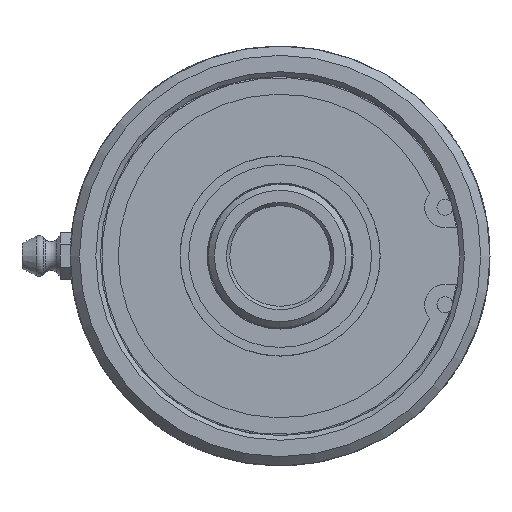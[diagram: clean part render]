
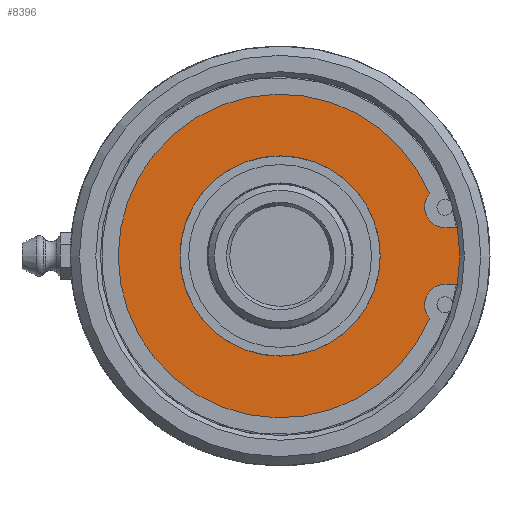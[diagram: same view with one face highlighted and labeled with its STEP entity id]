
A CAD part, left-side view. The second image highlights one B-rep face of the part: STEP entity #8396.
In plain terms, the highlighted planar face has unit normal (-1, 0, 0).
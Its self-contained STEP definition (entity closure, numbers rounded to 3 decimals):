
#96=FACE_BOUND('',#2843,.T.);
#690=LINE('',#21227,#1128);
#695=LINE('',#21241,#1133);
#1128=VECTOR('',#10180,10.);
#1133=VECTOR('',#10187,10.);
#2334=FACE_OUTER_BOUND('',#2842,.T.);
#2842=EDGE_LOOP('',(#7368,#7369,#7370,#7371,#7372,#7373));
#2843=EDGE_LOOP('',(#7374,#7375));
#3145=CIRCLE('',#8877,3.556);
#3147=CIRCLE('',#8880,28.142);
#3149=CIRCLE('',#8883,3.556);
#3156=CIRCLE('',#8895,33.45);
#3157=CIRCLE('',#8898,17.4);
#3158=CIRCLE('',#8899,17.4);
#3942=VERTEX_POINT('',#21224);
#3943=VERTEX_POINT('',#21226);
#3947=VERTEX_POINT('',#21238);
#3948=VERTEX_POINT('',#21240);
#3949=VERTEX_POINT('',#21244);
#3951=VERTEX_POINT('',#21250);
#3954=VERTEX_POINT('',#21272);
#3955=VERTEX_POINT('',#21273);
#5103=EDGE_CURVE('',#3943,#3942,#690,.T.);
#5109=EDGE_CURVE('',#3948,#3947,#695,.T.);
#5111=EDGE_CURVE('',#3947,#3949,#3145,.T.);
#5114=EDGE_CURVE('',#3949,#3951,#3147,.T.);
#5117=EDGE_CURVE('',#3951,#3943,#3149,.T.);
#5124=EDGE_CURVE('',#3942,#3948,#3156,.T.);
#5125=EDGE_CURVE('',#3954,#3955,#3157,.T.);
#5126=EDGE_CURVE('',#3955,#3954,#3158,.T.);
#7368=ORIENTED_EDGE('',*,*,#5109,.T.);
#7369=ORIENTED_EDGE('',*,*,#5111,.T.);
#7370=ORIENTED_EDGE('',*,*,#5114,.T.);
#7371=ORIENTED_EDGE('',*,*,#5117,.T.);
#7372=ORIENTED_EDGE('',*,*,#5103,.T.);
#7373=ORIENTED_EDGE('',*,*,#5124,.T.);
#7374=ORIENTED_EDGE('',*,*,#5125,.T.);
#7375=ORIENTED_EDGE('',*,*,#5126,.T.);
#7999=PLANE('',#8897);
#8396=ADVANCED_FACE('',(#2334,#96),#7999,.F.);
#8877=AXIS2_PLACEMENT_3D('',#21245,#10191,#10192);
#8880=AXIS2_PLACEMENT_3D('',#21251,#10198,#10199);
#8883=AXIS2_PLACEMENT_3D('',#21256,#10205,#10206);
#8895=AXIS2_PLACEMENT_3D('',#21269,#10229,#10230);
#8897=AXIS2_PLACEMENT_3D('',#21271,#10233,#10234);
#8898=AXIS2_PLACEMENT_3D('',#21274,#10235,#10236);
#8899=AXIS2_PLACEMENT_3D('',#21275,#10237,#10238);
#10180=DIRECTION('',(0.,-1.,0.));
#10187=DIRECTION('',(0.,1.,0.));
#10191=DIRECTION('center_axis',(1.,0.,0.));
#10192=DIRECTION('ref_axis',(0.,0.754,0.657));
#10198=DIRECTION('center_axis',(-1.,0.,0.));
#10199=DIRECTION('ref_axis',(0.,0.924,-0.384));
#10205=DIRECTION('center_axis',(1.,0.,0.));
#10206=DIRECTION('ref_axis',(0.,0.,1.));
#10229=DIRECTION('center_axis',(-1.,0.,0.));
#10230=DIRECTION('ref_axis',(0.,1.,0.));
#10233=DIRECTION('center_axis',(1.,0.,0.));
#10234=DIRECTION('ref_axis',(0.,0.,-1.));
#10235=DIRECTION('center_axis',(1.,0.,0.));
#10236=DIRECTION('ref_axis',(0.,1.,0.));
#10237=DIRECTION('center_axis',(1.,0.,0.));
#10238=DIRECTION('ref_axis',(0.,1.,0.));
#21224=CARTESIAN_POINT('',(4.775,-33.089,-4.902));
#21226=CARTESIAN_POINT('',(4.775,-28.672,-4.902));
#21227=CARTESIAN_POINT('',(4.775,-4.407,-4.902));
#21238=CARTESIAN_POINT('',(4.775,-28.672,4.902));
#21240=CARTESIAN_POINT('',(4.775,-33.089,4.902));
#21241=CARTESIAN_POINT('',(4.775,-2.199,4.902));
#21244=CARTESIAN_POINT('',(4.775,-25.99,10.793));
#21245=CARTESIAN_POINT('Origin',(4.775,-28.672,8.458));
#21250=CARTESIAN_POINT('',(4.775,-25.99,-10.793));
#21251=CARTESIAN_POINT('Origin',(4.775,0.,0.));
#21256=CARTESIAN_POINT('Origin',(4.775,-28.672,-8.458));
#21269=CARTESIAN_POINT('Origin',(4.775,0.,0.));
#21271=CARTESIAN_POINT('Origin',(4.775,24.275,0.));
#21272=CARTESIAN_POINT('',(4.775,17.4,0.));
#21273=CARTESIAN_POINT('',(4.775,-17.4,0.));
#21274=CARTESIAN_POINT('Origin',(4.775,0.,0.));
#21275=CARTESIAN_POINT('Origin',(4.775,0.,0.));
